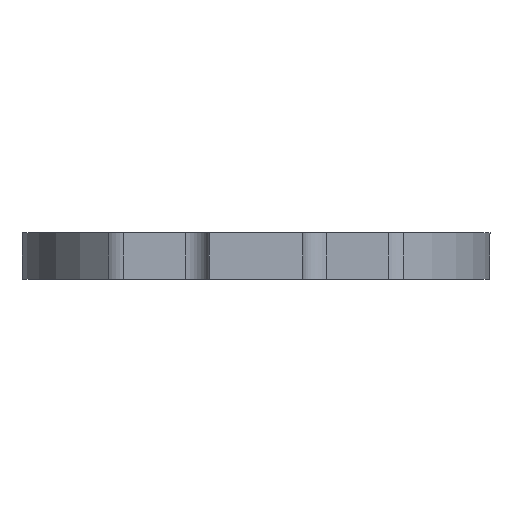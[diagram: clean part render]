
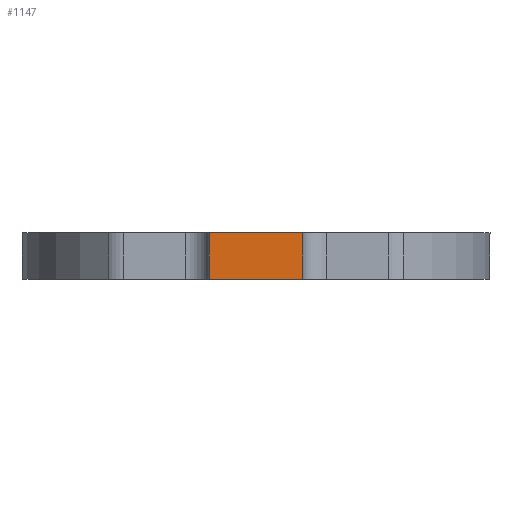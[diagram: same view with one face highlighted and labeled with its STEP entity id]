
A CAD part, front view. The second image highlights one B-rep face of the part: STEP entity #1147.
In plain terms, the highlighted planar face has unit normal (0, -1, 0).
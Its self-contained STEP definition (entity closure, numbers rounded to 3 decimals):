
#98=PLANE('',#1305);
#149=FACE_OUTER_BOUND('',#264,.T.);
#264=EDGE_LOOP('',(#1038,#1039,#1040,#1041));
#286=LINE('',#1749,#357);
#310=LINE('',#1883,#381);
#318=LINE('',#1928,#389);
#337=LINE('',#1966,#408);
#357=VECTOR('',#1401,10.);
#381=VECTOR('',#1543,10.);
#389=VECTOR('',#1587,10.);
#408=VECTOR('',#1644,10.);
#527=VERTEX_POINT('',#1746);
#528=VERTEX_POINT('',#1748);
#578=VERTEX_POINT('',#1880);
#579=VERTEX_POINT('',#1882);
#639=EDGE_CURVE('',#527,#528,#286,.T.);
#706=EDGE_CURVE('',#579,#578,#310,.T.);
#730=EDGE_CURVE('',#579,#527,#318,.T.);
#749=EDGE_CURVE('',#578,#528,#337,.T.);
#1038=ORIENTED_EDGE('',*,*,#706,.T.);
#1039=ORIENTED_EDGE('',*,*,#749,.T.);
#1040=ORIENTED_EDGE('',*,*,#639,.F.);
#1041=ORIENTED_EDGE('',*,*,#730,.F.);
#1147=ADVANCED_FACE('',(#149),#98,.T.);
#1305=AXIS2_PLACEMENT_3D('',#1967,#1645,#1646);
#1401=DIRECTION('',(1.,0.,0.));
#1543=DIRECTION('',(1.,0.,0.));
#1587=DIRECTION('',(0.,0.,1.));
#1644=DIRECTION('',(0.,0.,1.));
#1645=DIRECTION('center_axis',(0.,-1.,0.));
#1646=DIRECTION('ref_axis',(1.,0.,0.));
#1746=CARTESIAN_POINT('',(-10.,-50.,-5.));
#1748=CARTESIAN_POINT('',(10.,-50.,-5.));
#1749=CARTESIAN_POINT('',(-10.,-50.,-5.));
#1880=CARTESIAN_POINT('',(10.,-50.,-15.));
#1882=CARTESIAN_POINT('',(-10.,-50.,-15.));
#1883=CARTESIAN_POINT('',(-10.,-50.,-15.));
#1928=CARTESIAN_POINT('',(-10.,-50.,-15.));
#1966=CARTESIAN_POINT('',(10.,-50.,-15.));
#1967=CARTESIAN_POINT('Origin',(-10.,-50.,-15.));
